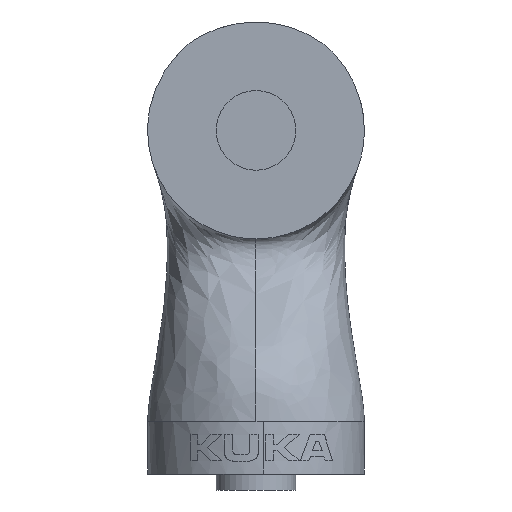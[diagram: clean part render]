
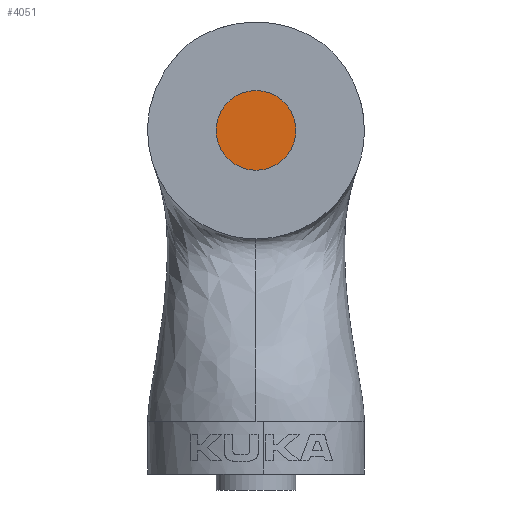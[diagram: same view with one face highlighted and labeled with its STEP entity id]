
A CAD part, front view. The second image highlights one B-rep face of the part: STEP entity #4051.
In plain terms, the highlighted planar face has unit normal (0, -1, 0).
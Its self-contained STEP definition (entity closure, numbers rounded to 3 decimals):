
#28 = CARTESIAN_POINT ( 'NONE',  ( 0., 10.5, 740. ) ) ;
#360 = CARTESIAN_POINT ( 'NONE',  ( 0., 10.5, 715. ) ) ;
#703 = CARTESIAN_POINT ( 'NONE',  ( 0., 10.5, 765. ) ) ;
#734 = EDGE_CURVE ( 'NONE', #8158, #8430, #4214, .T. ) ;
#1347 = ORIENTED_EDGE ( 'NONE', *, *, #8130, .F. ) ;
#1760 = CARTESIAN_POINT ( 'NONE',  ( 0., 10.5, 740. ) ) ;
#2180 = DIRECTION ( 'NONE',  ( 0., 1., 0. ) ) ;
#2349 = AXIS2_PLACEMENT_3D ( 'NONE', #3716, #4428, #5149 ) ;
#3716 = CARTESIAN_POINT ( 'NONE',  ( 0., 10.5, 740. ) ) ;
#3921 = AXIS2_PLACEMENT_3D ( 'NONE', #1760, #5812, #5905 ) ;
#4051 = ADVANCED_FACE ( 'NONE', ( #4725 ), #7921, .F. ) ;
#4214 = CIRCLE ( 'NONE', #2349, 25. ) ;
#4428 = DIRECTION ( 'NONE',  ( 0., 1., 0. ) ) ;
#4725 = FACE_OUTER_BOUND ( 'NONE', #6971, .T. ) ;
#4843 = ORIENTED_EDGE ( 'NONE', *, *, #734, .F. ) ;
#4973 = DIRECTION ( 'NONE',  ( 0., 0., 1. ) ) ;
#5149 = DIRECTION ( 'NONE',  ( 0., 0., 1. ) ) ;
#5812 = DIRECTION ( 'NONE',  ( 0., 1., 0. ) ) ;
#5905 = DIRECTION ( 'NONE',  ( 0., 0., -1. ) ) ;
#6971 = EDGE_LOOP ( 'NONE', ( #1347, #4843 ) ) ;
#7639 = CIRCLE ( 'NONE', #7924, 25. ) ;
#7921 = PLANE ( 'NONE',  #3921 ) ;
#7924 = AXIS2_PLACEMENT_3D ( 'NONE', #28, #2180, #4973 ) ;
#8130 = EDGE_CURVE ( 'NONE', #8430, #8158, #7639, .T. ) ;
#8158 = VERTEX_POINT ( 'NONE', #703 ) ;
#8430 = VERTEX_POINT ( 'NONE', #360 ) ;
